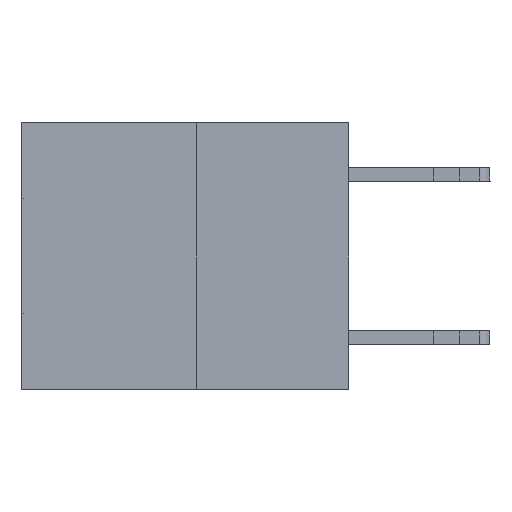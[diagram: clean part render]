
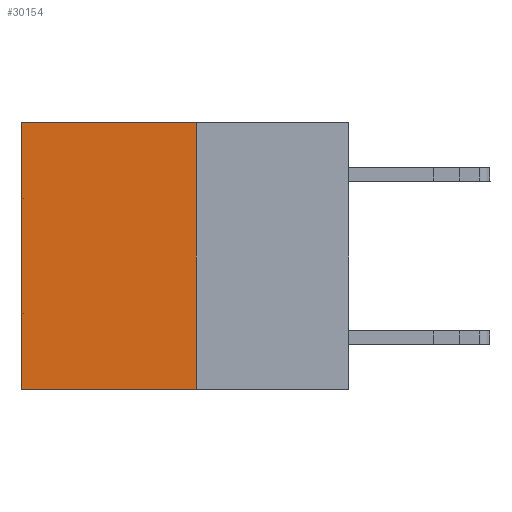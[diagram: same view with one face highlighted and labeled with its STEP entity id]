
A CAD part, left-side view. The second image highlights one B-rep face of the part: STEP entity #30154.
In plain terms, the highlighted planar face has unit normal (-1, 0, 0).
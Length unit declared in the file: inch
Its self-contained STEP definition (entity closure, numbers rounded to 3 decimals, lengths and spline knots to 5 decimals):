
#132 = ORIENTED_EDGE ( 'NONE', *, *, #14123, .F. ) ;
#3548 = CARTESIAN_POINT ( 'NONE',  ( 0.3165, 0.28, -0.49 ) ) ;
#4722 = EDGE_CURVE ( 'NONE', #17968, #16806, #21793, .T. ) ;
#5758 = CARTESIAN_POINT ( 'NONE',  ( 0.3165, 0.6, 0. ) ) ;
#5781 = CARTESIAN_POINT ( 'NONE',  ( 0.3165, 0.28, 0. ) ) ;
#5847 = DIRECTION ( 'NONE',  ( 1., 0., 0. ) ) ;
#6622 = VECTOR ( 'NONE', #18007, 39.37008 ) ;
#8153 = EDGE_LOOP ( 'NONE', ( #21350, #13018, #132, #11245 ) ) ;
#8176 = CARTESIAN_POINT ( 'NONE',  ( 0.3165, 0.28, -0.49 ) ) ;
#8752 = FACE_OUTER_BOUND ( 'NONE', #8153, .T. ) ;
#9262 = CARTESIAN_POINT ( 'NONE',  ( 0.3165, 0.28, -0.49 ) ) ;
#9318 = EDGE_CURVE ( 'NONE', #20677, #24982, #23064, .T. ) ;
#9374 = EDGE_CURVE ( 'NONE', #24982, #16806, #22298, .T. ) ;
#11245 = ORIENTED_EDGE ( 'NONE', *, *, #9318, .T. ) ;
#12973 = DIRECTION ( 'NONE',  ( 0., 0., -1. ) ) ;
#13018 = ORIENTED_EDGE ( 'NONE', *, *, #4722, .F. ) ;
#13882 = DIRECTION ( 'NONE',  ( 0., 0., -1. ) ) ;
#14123 = EDGE_CURVE ( 'NONE', #20677, #17968, #21063, .T. ) ;
#15984 = DIRECTION ( 'NONE',  ( 0., 1., 0. ) ) ;
#16806 = VERTEX_POINT ( 'NONE', #29799 ) ;
#16861 = VECTOR ( 'NONE', #13882, 39.37008 ) ;
#17941 = CARTESIAN_POINT ( 'NONE',  ( 0.3165, 0.28, 0. ) ) ;
#17968 = VERTEX_POINT ( 'NONE', #3548 ) ;
#18007 = DIRECTION ( 'NONE',  ( 0., 0., -1. ) ) ;
#18366 = DIRECTION ( 'NONE',  ( 0., 1., 0. ) ) ;
#20677 = VERTEX_POINT ( 'NONE', #17941 ) ;
#21063 = LINE ( 'NONE', #9262, #16861 ) ;
#21350 = ORIENTED_EDGE ( 'NONE', *, *, #9374, .T. ) ;
#21793 = LINE ( 'NONE', #24648, #30209 ) ;
#22298 = LINE ( 'NONE', #25696, #6622 ) ;
#23064 = LINE ( 'NONE', #5781, #29554 ) ;
#24648 = CARTESIAN_POINT ( 'NONE',  ( 0.3165, 0.28, -0.49 ) ) ;
#24982 = VERTEX_POINT ( 'NONE', #5758 ) ;
#25696 = CARTESIAN_POINT ( 'NONE',  ( 0.3165, 0.6, -0.49 ) ) ;
#29554 = VECTOR ( 'NONE', #15984, 39.37008 ) ;
#29799 = CARTESIAN_POINT ( 'NONE',  ( 0.3165, 0.6, -0.49 ) ) ;
#30052 = AXIS2_PLACEMENT_3D ( 'NONE', #8176, #5847, #12973 ) ;
#30077 = PLANE ( 'NONE',  #30052 ) ;
#30154 = ADVANCED_FACE ( 'NONE', ( #8752 ), #30077, .F. ) ;
#30209 = VECTOR ( 'NONE', #18366, 39.37008 ) ;
